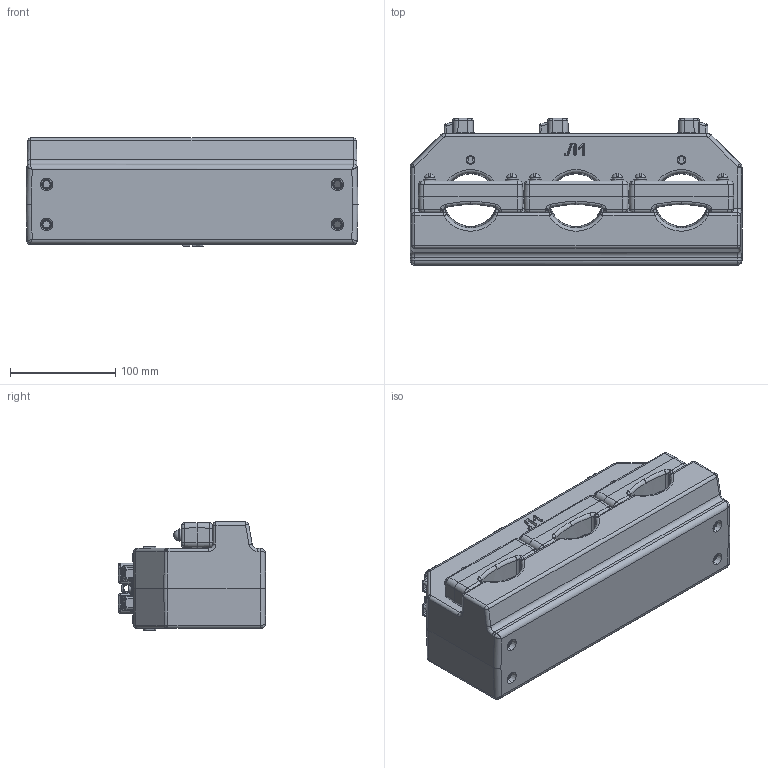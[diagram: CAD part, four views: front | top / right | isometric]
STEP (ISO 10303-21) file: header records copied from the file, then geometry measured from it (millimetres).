
FILE_DESCRIPTION (( 'STEP AP203' ), '1' );
FILE_NAME ('ÒØË-0,66-VIII-1.STEP', '2020-06-02T05:34:25', ( '' ), ( '' ), 'SwSTEP 2.0', 'SolidWorks 2010', '' );
FILE_SCHEMA (( 'CONFIG_CONTROL_DESIGN' ));
Length unit declared in the file: millimetre
Products named in the file (1): ﾒﾘﾋ-0,66-VIII-1
Bounding box: 315 x 139.5 x 102.5 mm (x, y, z)
Surface area: 234155.8 mm2 (no closed solid volume)
Topology: 0 solids, 49 shells, 1050 faces, 3213 edges, 2145 vertices
Faces by surface type: plane 299, cylinder 263, bspline 254, cone 164, sphere 52, torus 18
Entity records: 42173 total; most frequent: CARTESIAN_POINT 16220, ORIENTED_EDGE 5363, DIRECTION 5025, EDGE_CURVE 3186, VERTEX_POINT 2145, AXIS2_PLACEMENT_3D 1887, LINE 1251, VECTOR 1251
